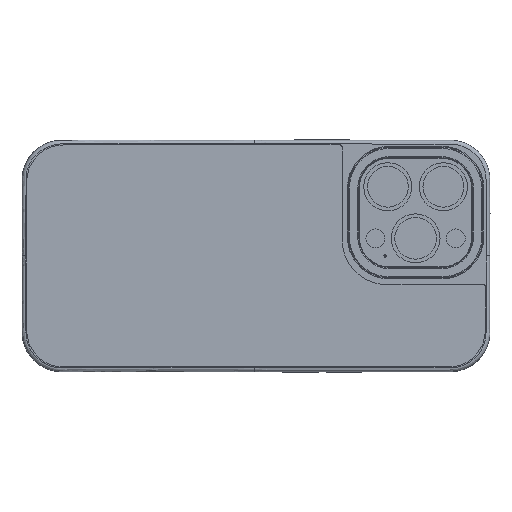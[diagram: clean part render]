
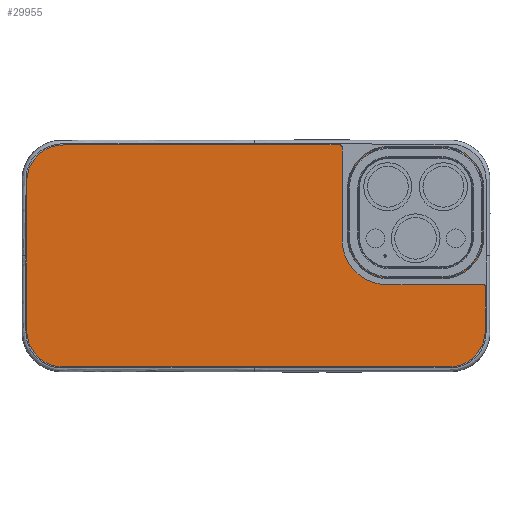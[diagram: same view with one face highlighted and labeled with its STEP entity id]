
A CAD part, top view. The second image highlights one B-rep face of the part: STEP entity #29955.
In plain terms, the highlighted planar face has unit normal (0, 0, 1).
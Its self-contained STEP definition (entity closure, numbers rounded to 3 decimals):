
#29111=CARTESIAN_POINT('',(61.681,24.026,5.477));
#29112=DIRECTION('',(0.,0.,-1.));
#29113=DIRECTION('',(0.,1.,0.));
#29114=AXIS2_PLACEMENT_3D('',#29111,#29112,#29113);
#29116=DIRECTION('',(0.,-1.,0.));
#29117=VECTOR('',#29116,48.052);
#29118=CARTESIAN_POINT('',(73.481,24.026,5.477));
#29119=LINE('',#29118,#29117);
#29120=CARTESIAN_POINT('',(61.681,-24.026,
5.477));
#29121=DIRECTION('',(0.,0.,-1.));
#29122=DIRECTION('',(1.,0.,0.));
#29123=AXIS2_PLACEMENT_3D('',#29120,#29121,#29122);
#29125=DIRECTION('',(-1.,0.,0.));
#29126=VECTOR('',#29125,124.45);
#29127=CARTESIAN_POINT('',(61.681,-35.826,
5.477));
#29128=LINE('',#29127,#29126);
#29129=CARTESIAN_POINT('',(-62.769,-24.026,
5.477));
#29130=DIRECTION('',(0.,0.,-1.));
#29131=DIRECTION('',(0.,-1.,0.));
#29132=AXIS2_PLACEMENT_3D('',#29129,#29130,#29131);
#29134=DIRECTION('',(0.,1.,0.));
#29135=VECTOR('',#29134,48.052);
#29136=CARTESIAN_POINT('',(-74.569,-24.026,
5.477));
#29137=LINE('',#29136,#29135);
#29138=CARTESIAN_POINT('',(-62.769,24.026,
5.477));
#29139=DIRECTION('',(0.,0.,-1.));
#29140=DIRECTION('',(-1.,0.,0.));
#29141=AXIS2_PLACEMENT_3D('',#29138,#29139,#29140);
#29143=DIRECTION('',(1.,0.,0.));
#29144=VECTOR('',#29143,124.45);
#29145=CARTESIAN_POINT('',(-62.769,35.826,
5.477));
#29146=LINE('',#29145,#29144);
#29147=CARTESIAN_POINT('',(42.444,6.08,5.477));
#29148=DIRECTION('',(0.,0.,-1.));
#29149=DIRECTION('',(0.,-1.,0.));
#29150=AXIS2_PLACEMENT_3D('',#29147,#29148,#29149);
#29152=DIRECTION('',(-1.,0.,0.));
#29153=VECTOR('',#29152,17.04);
#29154=CARTESIAN_POINT('',(59.484,-5.942,
5.477));
#29155=LINE('',#29154,#29153);
#29156=CARTESIAN_POINT('',(59.484,6.08,5.477));
#29157=DIRECTION('',(0.,0.,-1.));
#29158=DIRECTION('',(1.,0.,0.));
#29159=AXIS2_PLACEMENT_3D('',#29156,#29157,#29158);
#29161=DIRECTION('',(0.,-1.,0.));
#29162=VECTOR('',#29161,15.81);
#29163=CARTESIAN_POINT('',(71.505,21.889,5.477));
#29164=LINE('',#29163,#29162);
#29165=CARTESIAN_POINT('',(59.484,21.889,5.477));
#29166=DIRECTION('',(0.,0.,-1.));
#29167=DIRECTION('',(0.,1.,0.));
#29168=AXIS2_PLACEMENT_3D('',#29165,#29166,#29167);
#29170=DIRECTION('',(1.,0.,0.));
#29171=VECTOR('',#29170,17.04);
#29172=CARTESIAN_POINT('',(42.444,33.911,5.477));
#29173=LINE('',#29172,#29171);
#29174=CARTESIAN_POINT('',(42.444,21.889,5.477));
#29175=DIRECTION('',(0.,0.,-1.));
#29176=DIRECTION('',(-1.,0.,0.));
#29177=AXIS2_PLACEMENT_3D('',#29174,#29175,#29176);
#29179=DIRECTION('',(0.,1.,0.));
#29180=VECTOR('',#29179,15.81);
#29181=CARTESIAN_POINT('',(30.422,6.08,5.477));
#29182=LINE('',#29181,#29180);
#29695=CARTESIAN_POINT('',(61.681,35.826,5.477));
#29696=CARTESIAN_POINT('',(73.481,24.026,5.477));
#29697=VERTEX_POINT('',#29695);
#29698=VERTEX_POINT('',#29696);
#29699=CARTESIAN_POINT('',(73.481,-24.026,
5.477));
#29700=VERTEX_POINT('',#29699);
#29701=CARTESIAN_POINT('',(61.681,-35.826,
5.477));
#29702=VERTEX_POINT('',#29701);
#29703=CARTESIAN_POINT('',(-62.769,-35.826,
5.477));
#29704=VERTEX_POINT('',#29703);
#29705=CARTESIAN_POINT('',(-74.569,-24.026,
5.477));
#29706=VERTEX_POINT('',#29705);
#29707=CARTESIAN_POINT('',(-74.569,24.026,
5.477));
#29708=VERTEX_POINT('',#29707);
#29709=CARTESIAN_POINT('',(-62.769,35.826,
5.477));
#29710=VERTEX_POINT('',#29709);
#29763=CARTESIAN_POINT('',(42.444,-5.942,
5.477));
#29764=CARTESIAN_POINT('',(30.422,6.08,5.477));
#29765=VERTEX_POINT('',#29763);
#29766=VERTEX_POINT('',#29764);
#29771=CARTESIAN_POINT('',(30.422,21.889,5.477));
#29772=VERTEX_POINT('',#29771);
#29775=CARTESIAN_POINT('',(42.444,33.911,5.477));
#29776=VERTEX_POINT('',#29775);
#29779=CARTESIAN_POINT('',(59.484,33.911,5.477));
#29780=VERTEX_POINT('',#29779);
#29783=CARTESIAN_POINT('',(71.505,21.889,5.477));
#29784=VERTEX_POINT('',#29783);
#29787=CARTESIAN_POINT('',(71.505,6.08,5.477));
#29788=VERTEX_POINT('',#29787);
#29791=CARTESIAN_POINT('',(59.484,-5.942,
5.477));
#29792=VERTEX_POINT('',#29791);
#29915=CARTESIAN_POINT('',(-87.419,-64.498,5.477));
#29916=DIRECTION('',(0.,0.,1.));
#29917=DIRECTION('',(1.,0.,0.));
#29918=AXIS2_PLACEMENT_3D('',#29915,#29916,#29917);
#29919=PLANE('',#29918);
#29921=ORIENTED_EDGE('',*,*,#29920,.T.);
#29923=ORIENTED_EDGE('',*,*,#29922,.T.);
#29925=ORIENTED_EDGE('',*,*,#29924,.T.);
#29927=ORIENTED_EDGE('',*,*,#29926,.T.);
#29929=ORIENTED_EDGE('',*,*,#29928,.T.);
#29931=ORIENTED_EDGE('',*,*,#29930,.T.);
#29933=ORIENTED_EDGE('',*,*,#29932,.T.);
#29934=ORIENTED_EDGE('',*,*,#29905,.T.);
#29935=EDGE_LOOP('',(#29921,#29923,#29925,#29927,#29929,#29931,#29933,#29934));
#29936=FACE_OUTER_BOUND('',#29935,.F.);
#29938=ORIENTED_EDGE('',*,*,#29937,.F.);
#29940=ORIENTED_EDGE('',*,*,#29939,.F.);
#29942=ORIENTED_EDGE('',*,*,#29941,.F.);
#29944=ORIENTED_EDGE('',*,*,#29943,.F.);
#29946=ORIENTED_EDGE('',*,*,#29945,.F.);
#29948=ORIENTED_EDGE('',*,*,#29947,.F.);
#29950=ORIENTED_EDGE('',*,*,#29949,.F.);
#29952=ORIENTED_EDGE('',*,*,#29951,.F.);
#29953=EDGE_LOOP('',(#29938,#29940,#29942,#29944,#29946,#29948,#29950,#29952));
#29954=FACE_BOUND('',#29953,.F.);
#29115=CIRCLE('',#29114,11.8);
#29124=CIRCLE('',#29123,11.8);
#29133=CIRCLE('',#29132,11.8);
#29142=CIRCLE('',#29141,11.8);
#29151=CIRCLE('',#29150,12.022);
#29160=CIRCLE('',#29159,12.022);
#29169=CIRCLE('',#29168,12.022);
#29178=CIRCLE('',#29177,12.022);
#29905=EDGE_CURVE('',#29710,#29697,#29146,.T.);
#29920=EDGE_CURVE('',#29697,#29698,#29115,.T.);
#29922=EDGE_CURVE('',#29698,#29700,#29119,.T.);
#29924=EDGE_CURVE('',#29700,#29702,#29124,.T.);
#29926=EDGE_CURVE('',#29702,#29704,#29128,.T.);
#29928=EDGE_CURVE('',#29704,#29706,#29133,.T.);
#29930=EDGE_CURVE('',#29706,#29708,#29137,.T.);
#29932=EDGE_CURVE('',#29708,#29710,#29142,.T.);
#29937=EDGE_CURVE('',#29765,#29766,#29151,.T.);
#29939=EDGE_CURVE('',#29792,#29765,#29155,.T.);
#29941=EDGE_CURVE('',#29788,#29792,#29160,.T.);
#29943=EDGE_CURVE('',#29784,#29788,#29164,.T.);
#29945=EDGE_CURVE('',#29780,#29784,#29169,.T.);
#29947=EDGE_CURVE('',#29776,#29780,#29173,.T.);
#29949=EDGE_CURVE('',#29772,#29776,#29178,.T.);
#29951=EDGE_CURVE('',#29766,#29772,#29182,.T.);
#29955=ADVANCED_FACE('',(#29936,#29954),#29919,.T.);
